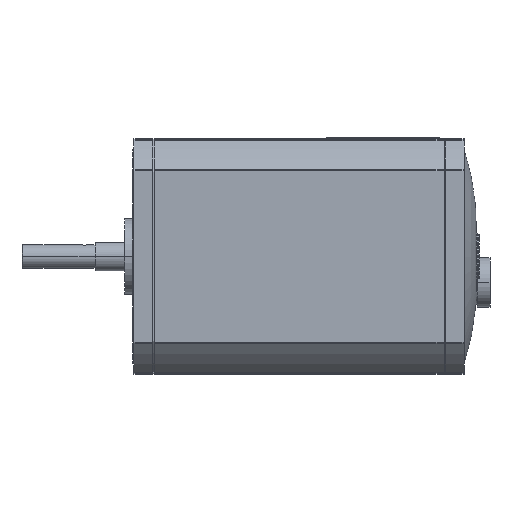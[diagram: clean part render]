
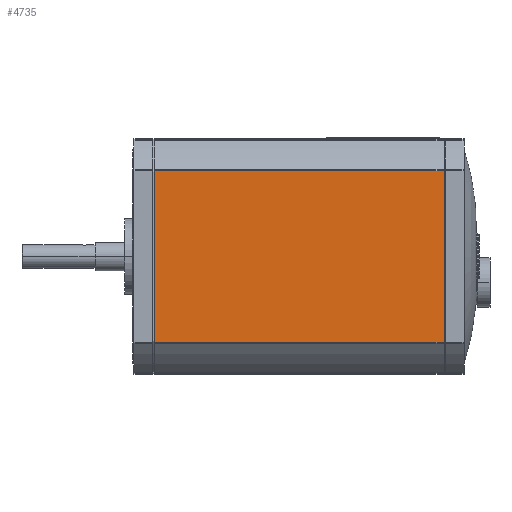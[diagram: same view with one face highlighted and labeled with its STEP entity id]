
A CAD part, front view. The second image highlights one B-rep face of the part: STEP entity #4735.
In plain terms, the highlighted planar face has unit normal (0, -1, 0).
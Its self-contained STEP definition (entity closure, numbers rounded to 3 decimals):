
#2751 = EDGE_CURVE( '', #5619, #5811, #7289, .T. );
#2857 = VERTEX_POINT( '', #7406 );
#3819 = EDGE_CURVE( '', #5811, #4707, #8483, .T. );
#4707 = VERTEX_POINT( '', #9463 );
#4735 = ADVANCED_FACE( '', ( #9497 ), #9498, .T. );
#5411 = EDGE_CURVE( '', #5619, #2857, #10258, .T. );
#5619 = VERTEX_POINT( '', #10490 );
#5811 = VERTEX_POINT( '', #10699 );
#5981 = EDGE_CURVE( '', #4707, #2857, #10882, .T. );
#7289 = LINE( '', #12467, #12468 );
#7406 = CARTESIAN_POINT( '', ( 136., -50., 36.309 ) );
#8483 = LINE( '', #14049, #14050 );
#9463 = CARTESIAN_POINT( '', ( 136., -50., -36.309 ) );
#9497 = FACE_OUTER_BOUND( '', #15412, .T. );
#9498 = PLANE( '', #15413 );
#10258 = LINE( '', #16457, #16458 );
#10490 = CARTESIAN_POINT( '', ( 13., -50., 36.309 ) );
#10699 = CARTESIAN_POINT( '', ( 13., -50., -36.309 ) );
#10882 = LINE( '', #17330, #17331 );
#12467 = CARTESIAN_POINT( '', ( 13., -50., -18.154 ) );
#12468 = VECTOR( '', #19033, 1. );
#14049 = CARTESIAN_POINT( '', ( 4.5, -50., -36.309 ) );
#14050 = VECTOR( '', #20503, 1. );
#15412 = EDGE_LOOP( '', ( #21699, #21700, #21701, #21702 ) );
#15413 = AXIS2_PLACEMENT_3D( '', #21703, #21704, #21705 );
#16457 = CARTESIAN_POINT( '', ( 4.5, -50., 36.309 ) );
#16458 = VECTOR( '', #22598, 1. );
#17330 = CARTESIAN_POINT( '', ( 136., -50., -18.154 ) );
#17331 = VECTOR( '', #23363, 1. );
#19033 = DIRECTION( '', ( 0., 0., -1. ) );
#20503 = DIRECTION( '', ( 1., 0., 0. ) );
#21699 = ORIENTED_EDGE( '', *, *, #5981, .T. );
#21700 = ORIENTED_EDGE( '', *, *, #5411, .F. );
#21701 = ORIENTED_EDGE( '', *, *, #2751, .T. );
#21702 = ORIENTED_EDGE( '', *, *, #3819, .T. );
#21703 = CARTESIAN_POINT( '', ( 4.5, -50., -36.309 ) );
#21704 = DIRECTION( '', ( 0., -1., 0. ) );
#21705 = DIRECTION( '', ( 0., 0., -1. ) );
#22598 = DIRECTION( '', ( 1., 0., 0. ) );
#23363 = DIRECTION( '', ( 0., 0., 1. ) );
